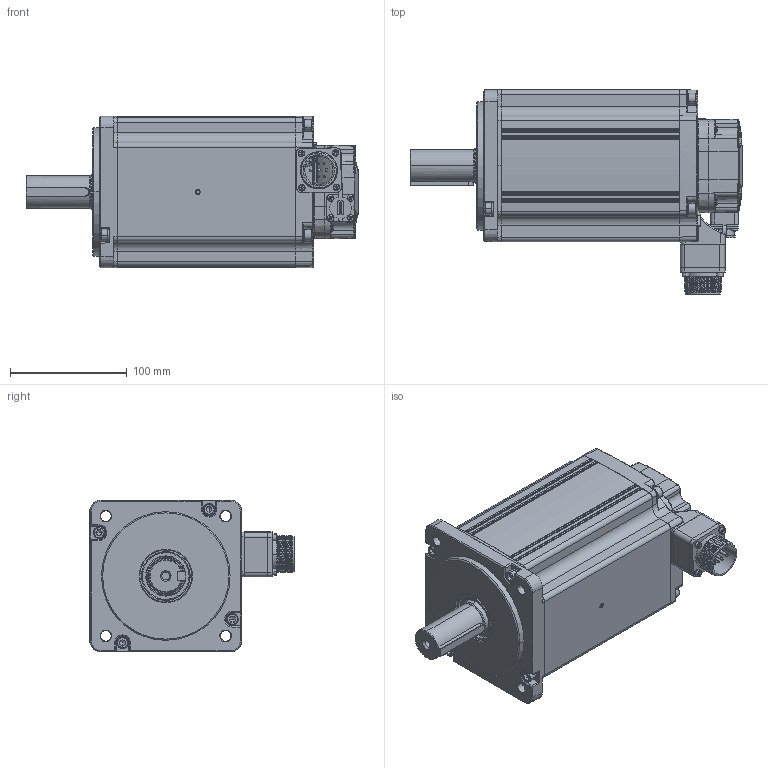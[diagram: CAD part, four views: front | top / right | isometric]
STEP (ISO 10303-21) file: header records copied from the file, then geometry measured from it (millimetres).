
FILE_DESCRIPTION (( 'STEP AP214' ), '1' );
FILE_NAME ('EM3A-40D.STEP', '2021-04-29T03:24:40', ( '' ), ( '' ), 'SwSTEP 2.0', 'SolidWorks 2018', '' );
FILE_SCHEMA (( 'AUTOMOTIVE_DESIGN' ));
Length unit declared in the file: millimetre
Products named in the file (2): EM3A-40D
Bounding box: 284 x 174.95 x 130 mm (x, y, z)
Surface area: 177550.8 mm2 (no closed solid volume)
Topology: 0 solids, 64 shells, 1030 faces, 3467 edges, 2412 vertices
Faces by surface type: plane 316, cylinder 297, bspline 162, cone 154, torus 68, sphere 33
Entity records: 56165 total; most frequent: CARTESIAN_POINT 16485, DIRECTION 5741, ORIENTED_EDGE 5603, EDGE_CURVE 3423, VERTEX_POINT 2407, AXIS2_PLACEMENT_3D 2181, LINE 1379, VECTOR 1379
